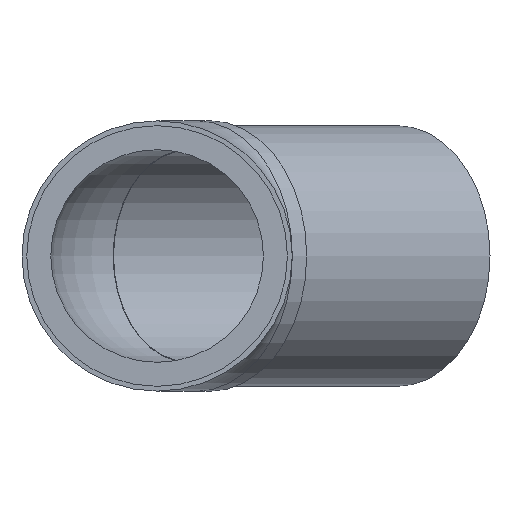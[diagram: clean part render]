
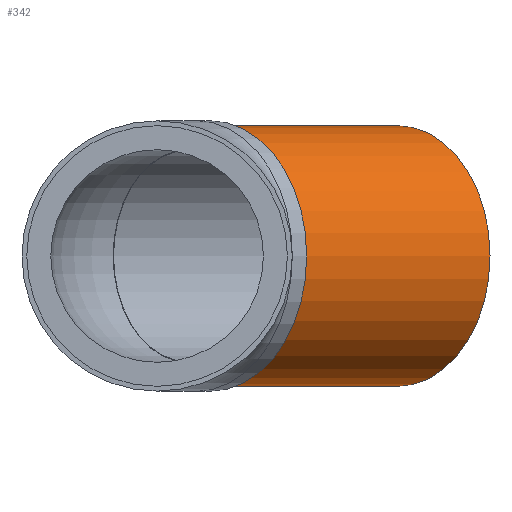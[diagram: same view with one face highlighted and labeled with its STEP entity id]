
A CAD part, front view. The second image highlights one B-rep face of the part: STEP entity #342.
In plain terms, the highlighted cylindrical face has radius 37.5 mm (diameter 75 mm), a full revolution.
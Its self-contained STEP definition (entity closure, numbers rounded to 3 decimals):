
#278=CARTESIAN_POINT('',(-10.96,42.073,0.));
#279=VERTEX_POINT('',#278);
#286=CARTESIAN_POINT('',(15.556,15.556,0.));
#287=DIRECTION('',(0.707,0.707,0.));
#288=DIRECTION('',(-0.707,0.707,0.));
#289=AXIS2_PLACEMENT_3D('',#286,#287,#288);
#290=CIRCLE('',#289,37.5);
#291=EDGE_CURVE('',#279,#279,#290,.T.);
#318=CARTESIAN_POINT('',(42.78,95.813,0.));
#319=VERTEX_POINT('',#318);
#320=CARTESIAN_POINT('',(69.296,69.296,0.));
#321=DIRECTION('',(0.707,0.707,0.));
#322=DIRECTION('',(-0.707,0.707,0.));
#323=AXIS2_PLACEMENT_3D('',#320,#321,#322);
#324=CIRCLE('',#323,37.5);
#325=EDGE_CURVE('',#319,#319,#324,.T.);
#326=ORIENTED_EDGE('',*,*,#325,.F.);
#327=CARTESIAN_POINT('',(15.91,68.943,0.));
#328=DIRECTION('',(0.707,0.707,0.));
#329=VECTOR('',#328,37.5);
#330=LINE('',#327,#329);
#331=EDGE_CURVE('',#279,#319,#330,.T.);
#332=ORIENTED_EDGE('',*,*,#331,.F.);
#333=ORIENTED_EDGE('',*,*,#291,.T.);
#334=ORIENTED_EDGE('',*,*,#331,.T.);
#335=EDGE_LOOP('',(#326,#332,#333,#334));
#336=FACE_OUTER_BOUND('',#335,.T.);
#337=CARTESIAN_POINT('',(42.426,42.426,0.));
#338=DIRECTION('',(0.707,0.707,0.));
#339=DIRECTION('',(-0.707,0.707,0.));
#340=AXIS2_PLACEMENT_3D('',#337,#338,#339);
#341=CYLINDRICAL_SURFACE('',#340,37.5);
#342=ADVANCED_FACE('',(#336),#341,.T.);
